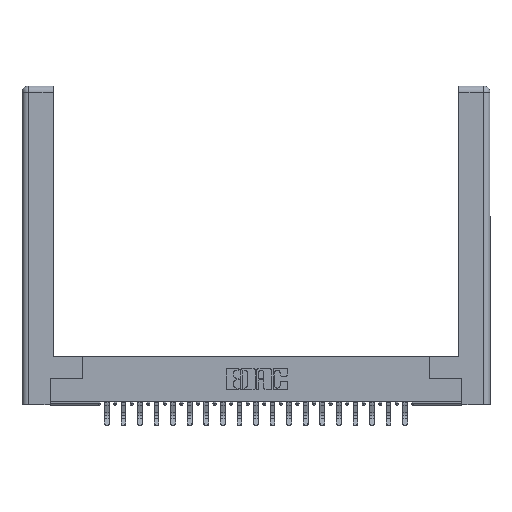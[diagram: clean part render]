
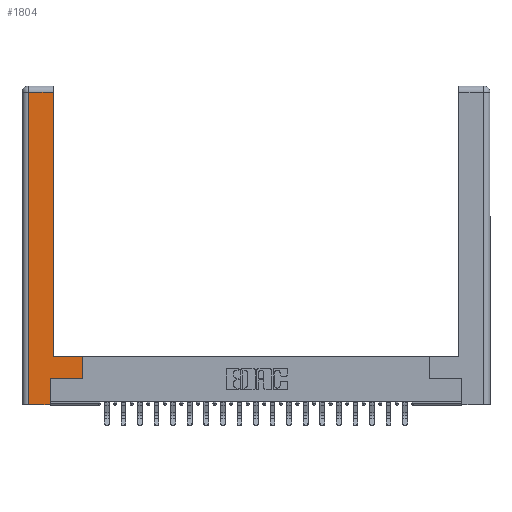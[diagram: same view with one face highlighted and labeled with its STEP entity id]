
A CAD part, top view. The second image highlights one B-rep face of the part: STEP entity #1804.
In plain terms, the highlighted planar face has unit normal (0, 0, 1).
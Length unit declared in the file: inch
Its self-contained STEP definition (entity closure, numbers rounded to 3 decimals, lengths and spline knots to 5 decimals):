
#562 = VERTEX_POINT ( 'NONE', #21816 ) ;
#582 = FACE_OUTER_BOUND ( 'NONE', #1146, .T. ) ;
#884 = EDGE_CURVE ( 'NONE', #562, #11218, #18662, .T. ) ;
#1027 = VECTOR ( 'NONE', #24501, 39.37008 ) ;
#1146 = EDGE_LOOP ( 'NONE', ( #14607, #25635, #23260, #5829, #8415, #1921, #1423, #17558 ) ) ;
#1423 = ORIENTED_EDGE ( 'NONE', *, *, #8710, .T. ) ;
#1804 = ADVANCED_FACE ( 'NONE', ( #582 ), #1860, .F. ) ;
#1860 = PLANE ( 'NONE',  #10033 ) ;
#1921 = ORIENTED_EDGE ( 'NONE', *, *, #884, .T. ) ;
#1959 = CARTESIAN_POINT ( 'NONE',  ( 0., 0., 0. ) ) ;
#2728 = VERTEX_POINT ( 'NONE', #15172 ) ;
#2730 = CARTESIAN_POINT ( 'NONE',  ( 0.295, 0.45, 0. ) ) ;
#2832 = CARTESIAN_POINT ( 'NONE',  ( 0.0615, 0., 0. ) ) ;
#3304 = LINE ( 'NONE', #11232, #11886 ) ;
#3508 = VECTOR ( 'NONE', #6689, 39.37008 ) ;
#3680 = LINE ( 'NONE', #19687, #13790 ) ;
#3892 = DIRECTION ( 'NONE',  ( -1., 0., 0. ) ) ;
#5829 = ORIENTED_EDGE ( 'NONE', *, *, #18385, .T. ) ;
#5958 = DIRECTION ( 'NONE',  ( 0., 0., -1. ) ) ;
#6689 = DIRECTION ( 'NONE',  ( 1., 0., 0. ) ) ;
#7707 = VECTOR ( 'NONE', #25509, 39.37008 ) ;
#8415 = ORIENTED_EDGE ( 'NONE', *, *, #17511, .T. ) ;
#8710 = EDGE_CURVE ( 'NONE', #11218, #2728, #20462, .T. ) ;
#8724 = CARTESIAN_POINT ( 'NONE',  ( 0.565, 0.245, 0. ) ) ;
#9325 = VERTEX_POINT ( 'NONE', #2832 ) ;
#9658 = DIRECTION ( 'NONE',  ( -1., 0., 0. ) ) ;
#10033 = AXIS2_PLACEMENT_3D ( 'NONE', #1959, #5958, #3892 ) ;
#10326 = DIRECTION ( 'NONE',  ( 0., 1., 0. ) ) ;
#11218 = VERTEX_POINT ( 'NONE', #8724 ) ;
#11232 = CARTESIAN_POINT ( 'NONE',  ( 0.265, 0.245, 0. ) ) ;
#11444 = CARTESIAN_POINT ( 'NONE',  ( 0.295, 3., 0. ) ) ;
#11536 = CARTESIAN_POINT ( 'NONE',  ( 0.265, 0., 0. ) ) ;
#11886 = VECTOR ( 'NONE', #25306, 39.37008 ) ;
#12538 = EDGE_CURVE ( 'NONE', #2728, #21443, #20971, .T. ) ;
#12676 = CARTESIAN_POINT ( 'NONE',  ( 0.565, 0.245, 0. ) ) ;
#12855 = VERTEX_POINT ( 'NONE', #15335 ) ;
#13693 = LINE ( 'NONE', #25343, #7707 ) ;
#13743 = CARTESIAN_POINT ( 'NONE',  ( 0.0615, 0., 0. ) ) ;
#13786 = CARTESIAN_POINT ( 'NONE',  ( 0.295, 0.45, 0. ) ) ;
#13790 = VECTOR ( 'NONE', #9658, 39.37008 ) ;
#14607 = ORIENTED_EDGE ( 'NONE', *, *, #22222, .T. ) ;
#15172 = CARTESIAN_POINT ( 'NONE',  ( 0.565, 0.45, 0. ) ) ;
#15335 = CARTESIAN_POINT ( 'NONE',  ( 0.295, 2.94, 0. ) ) ;
#15877 = DIRECTION ( 'NONE',  ( -1., 0., 0. ) ) ;
#16456 = CARTESIAN_POINT ( 'NONE',  ( 0.565, 0.45, 0. ) ) ;
#17511 = EDGE_CURVE ( 'NONE', #20403, #562, #3304, .T. ) ;
#17558 = ORIENTED_EDGE ( 'NONE', *, *, #12538, .T. ) ;
#18290 = EDGE_CURVE ( 'NONE', #25411, #9325, #19061, .T. ) ;
#18385 = EDGE_CURVE ( 'NONE', #9325, #20403, #13693, .T. ) ;
#18662 = LINE ( 'NONE', #12676, #3508 ) ;
#19061 = LINE ( 'NONE', #13743, #1027 ) ;
#19164 = VECTOR ( 'NONE', #10326, 39.37008 ) ;
#19687 = CARTESIAN_POINT ( 'NONE',  ( 0.0615, 2.94, 0. ) ) ;
#19830 = VECTOR ( 'NONE', #25596, 39.37008 ) ;
#20403 = VERTEX_POINT ( 'NONE', #11536 ) ;
#20462 = LINE ( 'NONE', #16456, #19164 ) ;
#20971 = LINE ( 'NONE', #13786, #25410 ) ;
#21143 = CARTESIAN_POINT ( 'NONE',  ( 0.0615, 2.94, 0. ) ) ;
#21443 = VERTEX_POINT ( 'NONE', #2730 ) ;
#21816 = CARTESIAN_POINT ( 'NONE',  ( 0.265, 0.245, 0. ) ) ;
#22222 = EDGE_CURVE ( 'NONE', #21443, #12855, #24649, .T. ) ;
#23260 = ORIENTED_EDGE ( 'NONE', *, *, #18290, .T. ) ;
#23909 = EDGE_CURVE ( 'NONE', #12855, #25411, #3680, .T. ) ;
#24501 = DIRECTION ( 'NONE',  ( 0., -1., 0. ) ) ;
#24649 = LINE ( 'NONE', #11444, #19830 ) ;
#25306 = DIRECTION ( 'NONE',  ( 0., 1., 0. ) ) ;
#25343 = CARTESIAN_POINT ( 'NONE',  ( 0.265, 0., 0. ) ) ;
#25410 = VECTOR ( 'NONE', #15877, 39.37008 ) ;
#25411 = VERTEX_POINT ( 'NONE', #21143 ) ;
#25509 = DIRECTION ( 'NONE',  ( 1., 0., 0. ) ) ;
#25596 = DIRECTION ( 'NONE',  ( 0., 1., 0. ) ) ;
#25635 = ORIENTED_EDGE ( 'NONE', *, *, #23909, .T. ) ;
